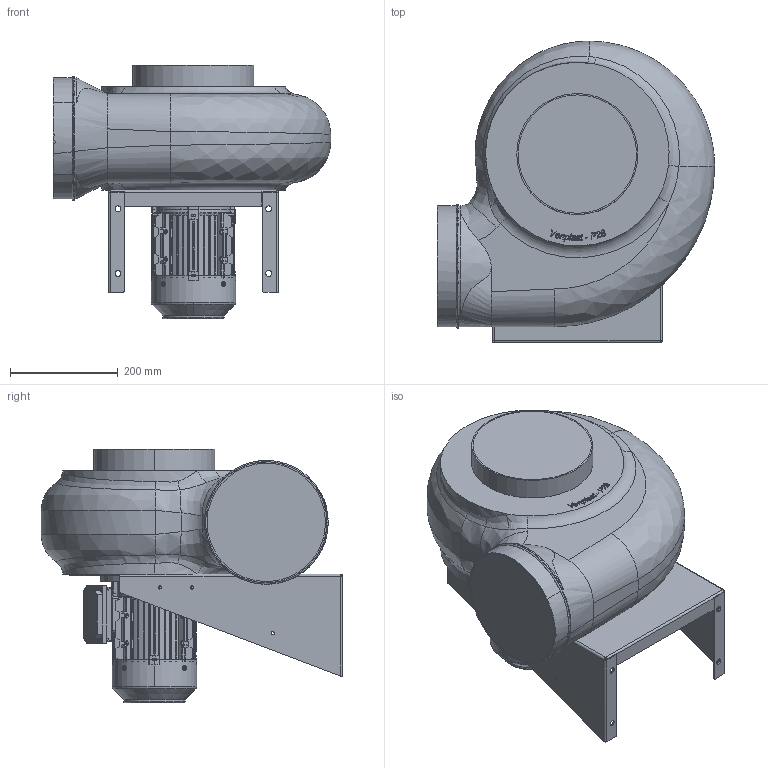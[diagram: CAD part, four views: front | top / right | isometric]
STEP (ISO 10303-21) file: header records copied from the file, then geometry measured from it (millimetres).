
FILE_DESCRIPTION (( 'STEP AP203' ), '1' );
FILE_NAME ('PR-AC 280 LG270.STEP', '2022-07-22T13:19:05', ( '' ), ( '' ), 'SwSTEP 2.0', 'SolidWorks 2022', '' );
FILE_SCHEMA (( 'CONFIG_CONTROL_DESIGN' ));
Length unit declared in the file: millimetre
Products named in the file (5): TA80 B5.STEP; PR-AC 280 LG270; P28LG-270.STEP; Staffa P28_Lamiera.STEP; Coclea P28LG.STEP
Assembly tree (4 placements, depth 3):
  PR-AC 280 LG270
    P28LG-270.STEP
      Coclea P28LG.STEP
      Staffa P28_Lamiera.STEP
      TA80 B5.STEP
Bounding box: 515 x 560 x 471.37 mm (x, y, z)
Volume: 41855499 mm3; surface area: 1634720.9 mm2
Topology: 25 solids, 25 shells, 2561 faces, 6713 edges, 4231 vertices
Faces by surface type: plane 1400, cylinder 624, bspline 266, cone 177, torus 86, sphere 8
Entity records: 103057 total; most frequent: CARTESIAN_POINT 42584, ORIENTED_EDGE 13310, DIRECTION 11174, EDGE_CURVE 6655, VERTEX_POINT 4231, VECTOR 3906, LINE 3906, AXIS2_PLACEMENT_3D 3634
